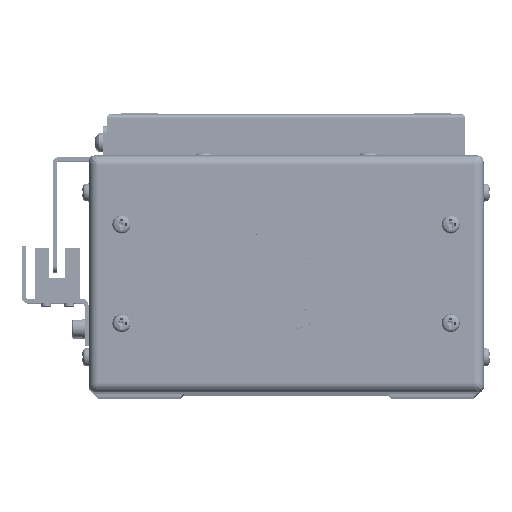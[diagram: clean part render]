
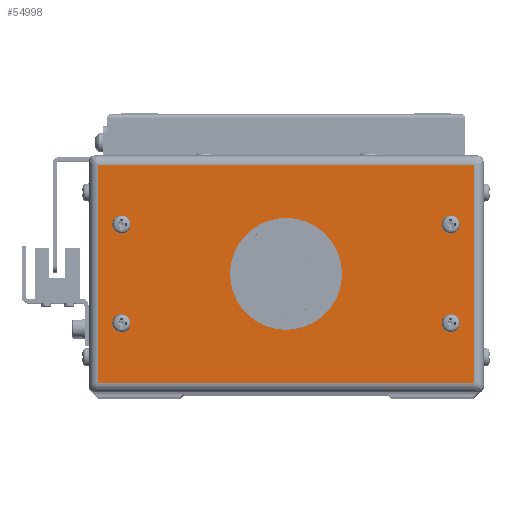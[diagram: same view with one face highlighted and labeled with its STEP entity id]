
A CAD part, top view. The second image highlights one B-rep face of the part: STEP entity #54998.
In plain terms, the highlighted planar face has unit normal (0, 0, 1).
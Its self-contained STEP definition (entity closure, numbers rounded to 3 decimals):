
#77 = EDGE_CURVE ( 'NONE', #52878, #81808, #6894, .T. ) ;
#411 = DIRECTION ( 'NONE',  ( 1., 0., 0. ) ) ;
#741 = EDGE_CURVE ( 'NONE', #48242, #65296, #96043, .T. ) ;
#1465 = CARTESIAN_POINT ( 'NONE',  ( 15., 0., 5. ) ) ;
#4212 = DIRECTION ( 'NONE',  ( 0., 0., 1. ) ) ;
#4520 = ORIENTED_EDGE ( 'NONE', *, *, #82407, .F. ) ;
#4806 = DIRECTION ( 'NONE',  ( 0., 0., 1. ) ) ;
#5754 = EDGE_LOOP ( 'NONE', ( #65619, #65718 ) ) ;
#6894 = CIRCLE ( 'NONE', #47888, 1.7 ) ;
#8143 = AXIS2_PLACEMENT_3D ( 'NONE', #8571, #64676, #16636 ) ;
#8571 = CARTESIAN_POINT ( 'NONE',  ( -50., 15., 5. ) ) ;
#10108 = ORIENTED_EDGE ( 'NONE', *, *, #34959, .F. ) ;
#10585 = AXIS2_PLACEMENT_3D ( 'NONE', #90761, #66923, #18870 ) ;
#12010 = CIRCLE ( 'NONE', #29616, 1.7 ) ;
#13900 = VECTOR ( 'NONE', #40068, 1000. ) ;
#15021 = VERTEX_POINT ( 'NONE', #17417 ) ;
#15813 = DIRECTION ( 'NONE',  ( 0., 0., 1. ) ) ;
#15863 = CARTESIAN_POINT ( 'NONE',  ( -57., -33., 5. ) ) ;
#16636 = DIRECTION ( 'NONE',  ( 1., 0., 0. ) ) ;
#17417 = CARTESIAN_POINT ( 'NONE',  ( 57., 33., 5. ) ) ;
#18471 = CARTESIAN_POINT ( 'NONE',  ( -48.3, -15., 5. ) ) ;
#18870 = DIRECTION ( 'NONE',  ( -1., 0., 0. ) ) ;
#20995 = CARTESIAN_POINT ( 'NONE',  ( 51.7, -15., 5. ) ) ;
#22776 = ORIENTED_EDGE ( 'NONE', *, *, #77, .F. ) ;
#22942 = EDGE_CURVE ( 'NONE', #99332, #70333, #103241, .T. ) ;
#23111 = VERTEX_POINT ( 'NONE', #1465 ) ;
#23230 = DIRECTION ( 'NONE',  ( -1., 0., 0. ) ) ;
#24404 = CARTESIAN_POINT ( 'NONE',  ( 48.3, -15., 5. ) ) ;
#27842 = DIRECTION ( 'NONE',  ( 0., 0., 1. ) ) ;
#28580 = VERTEX_POINT ( 'NONE', #67442 ) ;
#28736 = CARTESIAN_POINT ( 'NONE',  ( 50., -15., 5. ) ) ;
#29202 = EDGE_CURVE ( 'NONE', #23111, #79384, #76832, .T. ) ;
#29483 = AXIS2_PLACEMENT_3D ( 'NONE', #86613, #38609, #94673 ) ;
#29546 = VECTOR ( 'NONE', #45955, 1000. ) ;
#29616 = AXIS2_PLACEMENT_3D ( 'NONE', #89698, #41700, #97757 ) ;
#29763 = CARTESIAN_POINT ( 'NONE',  ( -48.3, 15., 5. ) ) ;
#30508 = VECTOR ( 'NONE', #40879, 1000. ) ;
#30843 = CIRCLE ( 'NONE', #94916, 1.7 ) ;
#34115 = FACE_BOUND ( 'NONE', #84503, .T. ) ;
#34959 = EDGE_CURVE ( 'NONE', #65296, #48242, #101033, .T. ) ;
#35082 = EDGE_CURVE ( 'NONE', #28580, #15021, #50908, .T. ) ;
#36823 = DIRECTION ( 'NONE',  ( 1., 0., 0. ) ) ;
#38239 = ORIENTED_EDGE ( 'NONE', *, *, #64514, .T. ) ;
#38454 = ORIENTED_EDGE ( 'NONE', *, *, #93037, .T. ) ;
#38609 = DIRECTION ( 'NONE',  ( 0., 0., 1. ) ) ;
#39888 = AXIS2_PLACEMENT_3D ( 'NONE', #89416, #41423, #97480 ) ;
#40068 = DIRECTION ( 'NONE',  ( 1., 0., 0. ) ) ;
#40879 = DIRECTION ( 'NONE',  ( 0., -1., 0. ) ) ;
#41423 = DIRECTION ( 'NONE',  ( 0., 0., 1. ) ) ;
#41700 = DIRECTION ( 'NONE',  ( 0., 0., 1. ) ) ;
#42114 = ORIENTED_EDGE ( 'NONE', *, *, #22942, .F. ) ;
#42333 = EDGE_LOOP ( 'NONE', ( #84676, #42114 ) ) ;
#43058 = AXIS2_PLACEMENT_3D ( 'NONE', #52317, #4212, #60313 ) ;
#43145 = VERTEX_POINT ( 'NONE', #59710 ) ;
#43610 = CARTESIAN_POINT ( 'NONE',  ( 48.3, 15., 5. ) ) ;
#43716 = CIRCLE ( 'NONE', #8143, 1.7 ) ;
#43889 = CARTESIAN_POINT ( 'NONE',  ( 51.7, 15., 5. ) ) ;
#43948 = ORIENTED_EDGE ( 'NONE', *, *, #741, .F. ) ;
#45955 = DIRECTION ( 'NONE',  ( 0., 1., 0. ) ) ;
#46319 = CARTESIAN_POINT ( 'NONE',  ( -15., 0., 5. ) ) ;
#47130 = CARTESIAN_POINT ( 'NONE',  ( -58., 33., 5. ) ) ;
#47446 = EDGE_CURVE ( 'NONE', #91772, #43145, #12010, .T. ) ;
#47888 = AXIS2_PLACEMENT_3D ( 'NONE', #52886, #4806, #60894 ) ;
#48242 = VERTEX_POINT ( 'NONE', #24404 ) ;
#48528 = DIRECTION ( 'NONE',  ( 0., 0., 1. ) ) ;
#48972 = CARTESIAN_POINT ( 'NONE',  ( -57., -34., 5. ) ) ;
#49276 = AXIS2_PLACEMENT_3D ( 'NONE', #75878, #27842, #83951 ) ;
#50908 = LINE ( 'NONE', #93906, #29546 ) ;
#51413 = EDGE_CURVE ( 'NONE', #72358, #28580, #56602, .T. ) ;
#52317 = CARTESIAN_POINT ( 'NONE',  ( -50., -15., 5. ) ) ;
#52878 = VERTEX_POINT ( 'NONE', #18471 ) ;
#52886 = CARTESIAN_POINT ( 'NONE',  ( -50., -15., 5. ) ) ;
#53197 = CARTESIAN_POINT ( 'NONE',  ( -57., 33., 5. ) ) ;
#54361 = CIRCLE ( 'NONE', #43058, 1.7 ) ;
#54704 = EDGE_LOOP ( 'NONE', ( #22776, #65519 ) ) ;
#54735 = CIRCLE ( 'NONE', #29483, 15. ) ;
#54998 = ADVANCED_FACE ( 'NONE', ( #100505, #98024, #62910, #76734, #55404, #34115 ), #98799, .F. ) ;
#55404 = FACE_OUTER_BOUND ( 'NONE', #95242, .T. ) ;
#56602 = LINE ( 'NONE', #88072, #13900 ) ;
#57277 = CARTESIAN_POINT ( 'NONE',  ( -51.7, -15., 5. ) ) ;
#58303 = AXIS2_PLACEMENT_3D ( 'NONE', #28736, #84862, #36823 ) ;
#59710 = CARTESIAN_POINT ( 'NONE',  ( -51.7, 15., 5. ) ) ;
#60313 = DIRECTION ( 'NONE',  ( 1., 0., 0. ) ) ;
#60661 = VECTOR ( 'NONE', #23230, 1000. ) ;
#60894 = DIRECTION ( 'NONE',  ( 1., 0., 0. ) ) ;
#62910 = FACE_BOUND ( 'NONE', #42333, .T. ) ;
#63853 = CARTESIAN_POINT ( 'NONE',  ( 50., 15., 5. ) ) ;
#64514 = EDGE_CURVE ( 'NONE', #98589, #72358, #67985, .T. ) ;
#64676 = DIRECTION ( 'NONE',  ( 0., 0., 1. ) ) ;
#65224 = ORIENTED_EDGE ( 'NONE', *, *, #35082, .T. ) ;
#65296 = VERTEX_POINT ( 'NONE', #20995 ) ;
#65519 = ORIENTED_EDGE ( 'NONE', *, *, #93566, .F. ) ;
#65619 = ORIENTED_EDGE ( 'NONE', *, *, #47446, .F. ) ;
#65718 = ORIENTED_EDGE ( 'NONE', *, *, #94902, .F. ) ;
#66923 = DIRECTION ( 'NONE',  ( 0., 0., -1. ) ) ;
#67442 = CARTESIAN_POINT ( 'NONE',  ( 57., -33., 5. ) ) ;
#67985 = LINE ( 'NONE', #48972, #30508 ) ;
#68455 = AXIS2_PLACEMENT_3D ( 'NONE', #96479, #48528, #411 ) ;
#70333 = VERTEX_POINT ( 'NONE', #43889 ) ;
#71927 = DIRECTION ( 'NONE',  ( 1., 0., 0. ) ) ;
#72358 = VERTEX_POINT ( 'NONE', #15863 ) ;
#72993 = ORIENTED_EDGE ( 'NONE', *, *, #51413, .T. ) ;
#75878 = CARTESIAN_POINT ( 'NONE',  ( 50., -15., 5. ) ) ;
#76734 = FACE_BOUND ( 'NONE', #95967, .T. ) ;
#76832 = CIRCLE ( 'NONE', #39888, 15. ) ;
#79384 = VERTEX_POINT ( 'NONE', #46319 ) ;
#81808 = VERTEX_POINT ( 'NONE', #57277 ) ;
#82039 = LINE ( 'NONE', #47130, #60661 ) ;
#82407 = EDGE_CURVE ( 'NONE', #79384, #23111, #54735, .T. ) ;
#83951 = DIRECTION ( 'NONE',  ( 1., 0., 0. ) ) ;
#84503 = EDGE_LOOP ( 'NONE', ( #4520, #103167 ) ) ;
#84676 = ORIENTED_EDGE ( 'NONE', *, *, #97087, .F. ) ;
#84862 = DIRECTION ( 'NONE',  ( 0., 0., 1. ) ) ;
#86613 = CARTESIAN_POINT ( 'NONE',  ( 0., 0., 5. ) ) ;
#88072 = CARTESIAN_POINT ( 'NONE',  ( -58., -33., 5. ) ) ;
#89416 = CARTESIAN_POINT ( 'NONE',  ( 0., 0., 5. ) ) ;
#89698 = CARTESIAN_POINT ( 'NONE',  ( -50., 15., 5. ) ) ;
#90761 = CARTESIAN_POINT ( 'NONE',  ( -58., -34., 5. ) ) ;
#91772 = VERTEX_POINT ( 'NONE', #29763 ) ;
#93037 = EDGE_CURVE ( 'NONE', #15021, #98589, #82039, .T. ) ;
#93566 = EDGE_CURVE ( 'NONE', #81808, #52878, #54361, .T. ) ;
#93906 = CARTESIAN_POINT ( 'NONE',  ( 57., -34., 5. ) ) ;
#94673 = DIRECTION ( 'NONE',  ( 1., 0., 0. ) ) ;
#94902 = EDGE_CURVE ( 'NONE', #43145, #91772, #43716, .T. ) ;
#94916 = AXIS2_PLACEMENT_3D ( 'NONE', #63853, #15813, #71927 ) ;
#95242 = EDGE_LOOP ( 'NONE', ( #72993, #65224, #38454, #38239 ) ) ;
#95967 = EDGE_LOOP ( 'NONE', ( #10108, #43948 ) ) ;
#96043 = CIRCLE ( 'NONE', #49276, 1.7 ) ;
#96479 = CARTESIAN_POINT ( 'NONE',  ( 50., 15., 5. ) ) ;
#97087 = EDGE_CURVE ( 'NONE', #70333, #99332, #30843, .T. ) ;
#97480 = DIRECTION ( 'NONE',  ( 1., 0., 0. ) ) ;
#97757 = DIRECTION ( 'NONE',  ( 1., 0., 0. ) ) ;
#98024 = FACE_BOUND ( 'NONE', #5754, .T. ) ;
#98589 = VERTEX_POINT ( 'NONE', #53197 ) ;
#98799 = PLANE ( 'NONE',  #10585 ) ;
#99332 = VERTEX_POINT ( 'NONE', #43610 ) ;
#100505 = FACE_BOUND ( 'NONE', #54704, .T. ) ;
#101033 = CIRCLE ( 'NONE', #58303, 1.7 ) ;
#103167 = ORIENTED_EDGE ( 'NONE', *, *, #29202, .F. ) ;
#103241 = CIRCLE ( 'NONE', #68455, 1.7 ) ;
